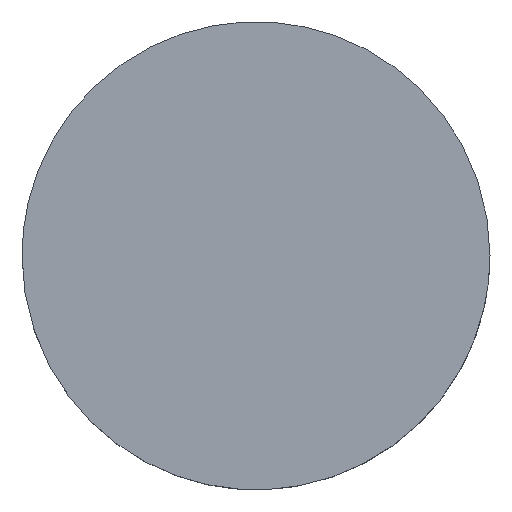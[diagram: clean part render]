
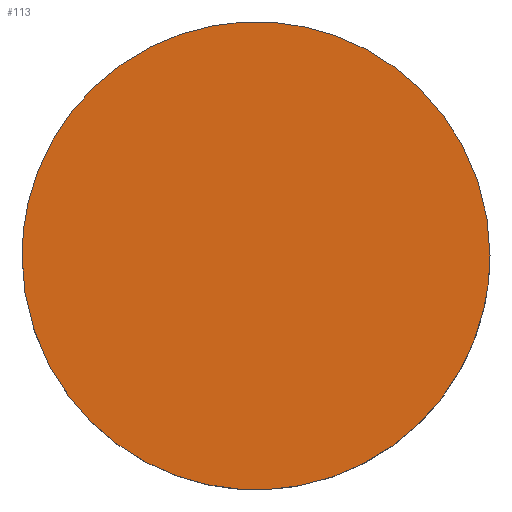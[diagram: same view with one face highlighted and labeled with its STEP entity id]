
A CAD part, top view. The second image highlights one B-rep face of the part: STEP entity #113.
In plain terms, the highlighted planar face has unit normal (0, 0, 1).
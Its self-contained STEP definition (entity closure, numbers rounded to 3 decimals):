
#3 =( BOUNDED_CURVE ( )  B_SPLINE_CURVE ( 2, ( #88, #165, #133, #87, #33 ),
 .UNSPECIFIED., .F., .T. ) 
 B_SPLINE_CURVE_WITH_KNOTS ( ( 3, 2, 3 ),
 ( 0., 1.571, 3.142 ),
 .UNSPECIFIED. ) 
 CURVE ( )  GEOMETRIC_REPRESENTATION_ITEM ( )  RATIONAL_B_SPLINE_CURVE ( ( 1., 0.707, 1., 0.707, 1. ) ) 
 REPRESENTATION_ITEM ( '' )  );
#14 = CARTESIAN_POINT ( 'NONE',  ( 6.35, 0., 3.5 ) ) ;
#17 = EDGE_CURVE ( 'NONE', #37, #170, #3, .T. ) ;
#19 = EDGE_LOOP ( 'NONE', ( #52, #94 ) ) ;
#33 = CARTESIAN_POINT ( 'NONE',  ( -6.35, 0., 3.5 ) ) ;
#35 = PLANE ( 'NONE',  #149 ) ;
#36 = CARTESIAN_POINT ( 'NONE',  ( -6.35, 0., 3.5 ) ) ;
#37 = VERTEX_POINT ( 'NONE', #14 ) ;
#45 = CARTESIAN_POINT ( 'NONE',  ( -6.35, -6.35, 3.5 ) ) ;
#48 = DIRECTION ( 'NONE',  ( 0., 0., 1. ) ) ;
#49 = CARTESIAN_POINT ( 'NONE',  ( -6.35, 0., 3.5 ) ) ;
#52 = ORIENTED_EDGE ( 'NONE', *, *, #17, .T. ) ;
#73 = CARTESIAN_POINT ( 'NONE',  ( 6.35, -6.35, 3.5 ) ) ;
#87 = CARTESIAN_POINT ( 'NONE',  ( -6.35, 6.35, 3.5 ) ) ;
#88 = CARTESIAN_POINT ( 'NONE',  ( 6.35, 0., 3.5 ) ) ;
#94 = ORIENTED_EDGE ( 'NONE', *, *, #109, .T. ) ;
#104 = CARTESIAN_POINT ( 'NONE',  ( 0., -6.35, 3.5 ) ) ;
#109 = EDGE_CURVE ( 'NONE', #170, #37, #171, .T. ) ;
#113 = ADVANCED_FACE ( 'NONE', ( #151 ), #35, .T. ) ;
#114 = CARTESIAN_POINT ( 'NONE',  ( 0., 13.158, 3.5 ) ) ;
#122 = DIRECTION ( 'NONE',  ( 1., 0., 0. ) ) ;
#133 = CARTESIAN_POINT ( 'NONE',  ( 0., 6.35, 3.5 ) ) ;
#149 = AXIS2_PLACEMENT_3D ( 'NONE', #114, #48, #122 ) ;
#150 = CARTESIAN_POINT ( 'NONE',  ( 6.35, 0., 3.5 ) ) ;
#151 = FACE_OUTER_BOUND ( 'NONE', #19, .T. ) ;
#165 = CARTESIAN_POINT ( 'NONE',  ( 6.35, 6.35, 3.5 ) ) ;
#170 = VERTEX_POINT ( 'NONE', #36 ) ;
#171 =( BOUNDED_CURVE ( )  B_SPLINE_CURVE ( 2, ( #49, #45, #104, #73, #150 ),
 .UNSPECIFIED., .F., .F. ) 
 B_SPLINE_CURVE_WITH_KNOTS ( ( 3, 2, 3 ),
 ( 3.142, 4.712, 6.283 ),
 .UNSPECIFIED. ) 
 CURVE ( )  GEOMETRIC_REPRESENTATION_ITEM ( )  RATIONAL_B_SPLINE_CURVE ( ( 1., 0.707, 1., 0.707, 1. ) ) 
 REPRESENTATION_ITEM ( '' )  );
